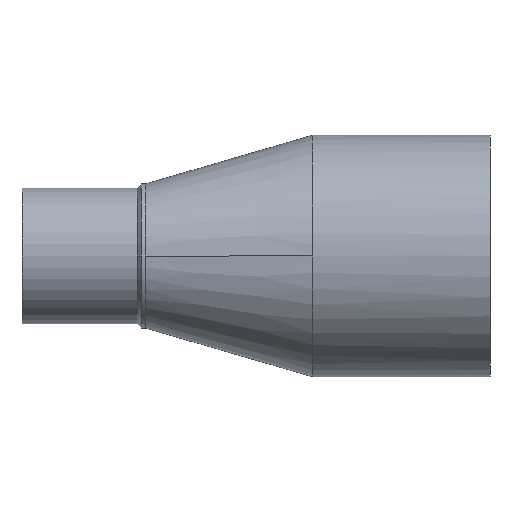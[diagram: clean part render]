
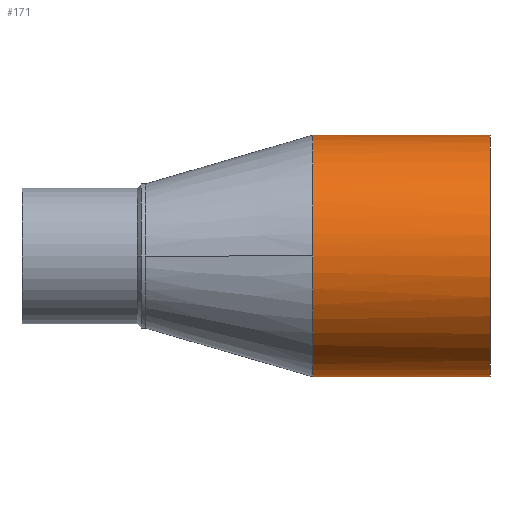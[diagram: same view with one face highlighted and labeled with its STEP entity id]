
A CAD part, front view. The second image highlights one B-rep face of the part: STEP entity #171.
In plain terms, the highlighted cylindrical face has radius 80 mm (diameter 160 mm), a partial arc.
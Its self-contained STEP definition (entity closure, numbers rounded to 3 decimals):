
#149 = VERTEX_POINT( '', #380 );
#171 = ADVANCED_FACE( '', ( #403 ), #404, .T. );
#177 = VERTEX_POINT( '', #410 );
#211 = EDGE_CURVE( '', #177, #149, #446, .T. );
#213 = EDGE_CURVE( '', #149, #253, #448, .T. );
#219 = VERTEX_POINT( '', #454 );
#231 = EDGE_CURVE( '', #219, #329, #467, .T. );
#253 = VERTEX_POINT( '', #492 );
#255 = EDGE_CURVE( '', #253, #219, #494, .T. );
#277 = EDGE_CURVE( '', #329, #177, #518, .T. );
#329 = VERTEX_POINT( '', #576 );
#380 = CARTESIAN_POINT( '', ( 310., 0., 80. ) );
#403 = FACE_OUTER_BOUND( '', #1237, .T. );
#404 = CYLINDRICAL_SURFACE( '', #1238, 80. );
#410 = CARTESIAN_POINT( '', ( 310., 0., -80. ) );
#446 = CIRCLE( '', #1357, 80. );
#448 = LINE( '', #1360, #1361 );
#454 = CARTESIAN_POINT( '', ( 192.5, -80., 0. ) );
#467 = B_SPLINE_CURVE_WITH_KNOTS( '', 3, ( #1394, #1395, #1396, #1397, #1398, #1399, #1400, #1401, #1402, #1403, #1404 ), .UNSPECIFIED., .F., .F., ( 4, 1, 1, 1, 1, 1, 1, 1, 4 ), ( 3.142, 3.338, 3.534, 3.731, 3.927, 4.123, 4.32, 4.516, 4.712 ), .UNSPECIFIED. );
#492 = CARTESIAN_POINT( '', ( 192.5, 0., 80. ) );
#494 = B_SPLINE_CURVE_WITH_KNOTS( '', 3, ( #1453, #1454, #1455, #1456, #1457, #1458, #1459, #1460, #1461, #1462, #1463 ), .UNSPECIFIED., .F., .F., ( 4, 1, 1, 1, 1, 1, 1, 1, 4 ), ( 1.571, 1.767, 1.963, 2.16, 2.356, 2.553, 2.749, 2.945, 3.142 ), .UNSPECIFIED. );
#518 = LINE( '', #1519, #1520 );
#576 = CARTESIAN_POINT( '', ( 192.5, 0., -80. ) );
#1237 = EDGE_LOOP( '', ( #2222, #2223, #2224, #2225, #2226 ) );
#1238 = AXIS2_PLACEMENT_3D( '', #2227, #2228, #2229 );
#1357 = AXIS2_PLACEMENT_3D( '', #2253, #2254, #2255 );
#1360 = CARTESIAN_POINT( '', ( 192.5, 0., 80. ) );
#1361 = VECTOR( '', #2256, 1. );
#1394 = CARTESIAN_POINT( '', ( 192.5, -80., 0. ) );
#1395 = CARTESIAN_POINT( '', ( 192.5, -80., -5.236 ) );
#1396 = CARTESIAN_POINT( '', ( 192.5, -78.969, -15.708 ) );
#1397 = CARTESIAN_POINT( '', ( 192.5, -74.387, -30.812 ) );
#1398 = CARTESIAN_POINT( '', ( 192.5, -66.946, -44.732 ) );
#1399 = CARTESIAN_POINT( '', ( 192.5, -56.933, -56.933 ) );
#1400 = CARTESIAN_POINT( '', ( 192.5, -44.732, -66.946 ) );
#1401 = CARTESIAN_POINT( '', ( 192.5, -30.812, -74.387 ) );
#1402 = CARTESIAN_POINT( '', ( 192.5, -15.708, -78.969 ) );
#1403 = CARTESIAN_POINT( '', ( 192.5, -5.236, -80. ) );
#1404 = CARTESIAN_POINT( '', ( 192.5, 0., -80. ) );
#1453 = CARTESIAN_POINT( '', ( 192.5, 0., 80. ) );
#1454 = CARTESIAN_POINT( '', ( 192.5, -5.236, 80. ) );
#1455 = CARTESIAN_POINT( '', ( 192.5, -15.708, 78.969 ) );
#1456 = CARTESIAN_POINT( '', ( 192.5, -30.812, 74.387 ) );
#1457 = CARTESIAN_POINT( '', ( 192.5, -44.732, 66.946 ) );
#1458 = CARTESIAN_POINT( '', ( 192.5, -56.933, 56.933 ) );
#1459 = CARTESIAN_POINT( '', ( 192.5, -66.946, 44.732 ) );
#1460 = CARTESIAN_POINT( '', ( 192.5, -74.387, 30.812 ) );
#1461 = CARTESIAN_POINT( '', ( 192.5, -78.969, 15.708 ) );
#1462 = CARTESIAN_POINT( '', ( 192.5, -80., 5.236 ) );
#1463 = CARTESIAN_POINT( '', ( 192.5, -80., 0. ) );
#1519 = CARTESIAN_POINT( '', ( 192.5, 0., -80. ) );
#1520 = VECTOR( '', #2330, 1. );
#2222 = ORIENTED_EDGE( '', *, *, #277, .T. );
#2223 = ORIENTED_EDGE( '', *, *, #211, .T. );
#2224 = ORIENTED_EDGE( '', *, *, #213, .T. );
#2225 = ORIENTED_EDGE( '', *, *, #255, .T. );
#2226 = ORIENTED_EDGE( '', *, *, #231, .T. );
#2227 = CARTESIAN_POINT( '', ( 192.5, 0., 0. ) );
#2228 = DIRECTION( '', ( -1., 0., 0. ) );
#2229 = DIRECTION( '', ( 0., 0., -1. ) );
#2253 = CARTESIAN_POINT( '', ( 310., 0., 0. ) );
#2254 = DIRECTION( '', ( -1., 0., 0. ) );
#2255 = DIRECTION( '', ( 0., 0., -1. ) );
#2256 = DIRECTION( '', ( -1., 0., 0. ) );
#2330 = DIRECTION( '', ( 1., 0., 0. ) );
